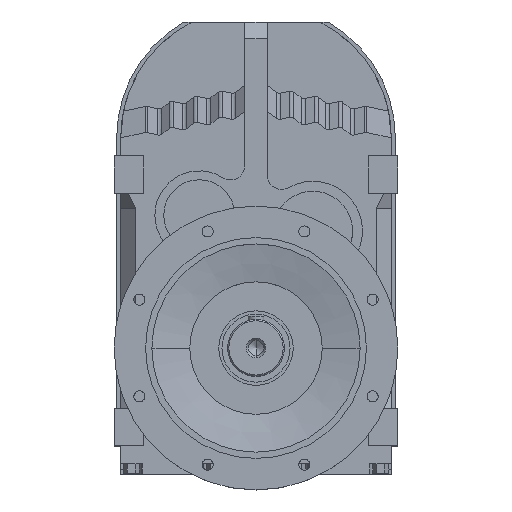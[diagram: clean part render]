
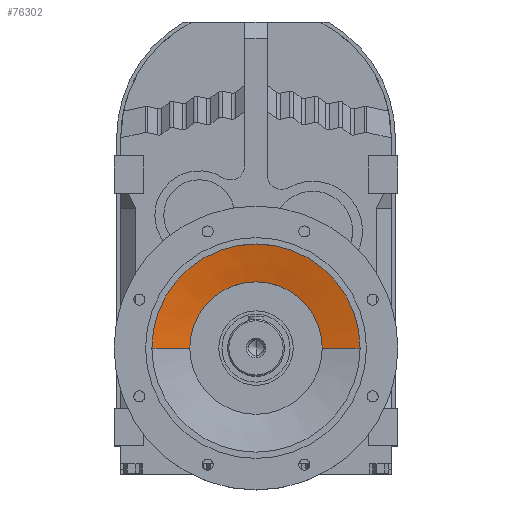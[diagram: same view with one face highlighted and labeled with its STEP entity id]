
A CAD part, top view. The second image highlights one B-rep face of the part: STEP entity #76302.
In plain terms, the highlighted conical face has half-angle 77.775 degrees and reference radius 165 mm.
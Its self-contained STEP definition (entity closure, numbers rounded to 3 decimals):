
#76172 = VERTEX_POINT('',#76173);
#76173 = CARTESIAN_POINT('',(165.,-332.4,344.5));
#76180 = CYLINDRICAL_SURFACE('',#76181,165.);
#76181 = AXIS2_PLACEMENT_3D('',#76182,#76183,#76184);
#76182 = CARTESIAN_POINT('',(0.,-332.4,0.));
#76183 = DIRECTION('',(0.,0.,-1.));
#76184 = DIRECTION('',(-1.,0.,0.));
#76202 = EDGE_CURVE('',#76203,#76172,#76205,.T.);
#76203 = VERTEX_POINT('',#76204);
#76204 = CARTESIAN_POINT('',(-165.,-332.4,344.5));
#76205 = SURFACE_CURVE('',#76206,(#76211,#76217),.PCURVE_S1.);
#76206 = CIRCLE('',#76207,165.);
#76207 = AXIS2_PLACEMENT_3D('',#76208,#76209,#76210);
#76208 = CARTESIAN_POINT('',(0.,-332.4,344.5));
#76209 = DIRECTION('',(0.,0.,-1.));
#76210 = DIRECTION('',(-1.,0.,0.));
#76211 = PCURVE('',#76180,#76212);
#76212 = DEFINITIONAL_REPRESENTATION('',(#76213),#76216);
#76213 = B_SPLINE_CURVE_WITH_KNOTS('',1,(#76214,#76215),.UNSPECIFIED.,
  .F.,.F.,(2,2),(0.,3.142),.PIECEWISE_BEZIER_KNOTS.);
#76214 = CARTESIAN_POINT('',(0.,-344.5));
#76215 = CARTESIAN_POINT('',(3.142,-344.5));
#76216 = ( GEOMETRIC_REPRESENTATION_CONTEXT(2) 
PARAMETRIC_REPRESENTATION_CONTEXT() REPRESENTATION_CONTEXT('2D SPACE',''
  ) );
#76217 = PCURVE('',#76218,#76223);
#76218 = CONICAL_SURFACE('',#76219,165.,1.357);
#76219 = AXIS2_PLACEMENT_3D('',#76220,#76221,#76222);
#76220 = CARTESIAN_POINT('',(0.,-332.4,344.5));
#76221 = DIRECTION('',(0.,0.,1.));
#76222 = DIRECTION('',(1.,0.,0.));
#76223 = DEFINITIONAL_REPRESENTATION('',(#76224),#76250);
#76224 = B_SPLINE_CURVE_WITH_KNOTS('',3,(#76225,#76226,#76227,#76228,
    #76229,#76230,#76231,#76232,#76233,#76234,#76235,#76236,#76237,
    #76238,#76239,#76240,#76241,#76242,#76243,#76244,#76245,#76246,
    #76247,#76248,#76249),.UNSPECIFIED.,.F.,.F.,(4,1,1,1,1,1,1,1,1,1,1,1
    ,1,1,1,1,1,1,1,1,1,1,4),(0.,0.143,0.286,
    0.428,0.571,0.714,0.857,
    1.,1.142,1.285,1.428,
    1.571,1.714,1.856,1.999,
    2.142,2.285,2.428,2.57,
    2.713,2.856,2.999,3.142),
  .QUASI_UNIFORM_KNOTS.);
#76225 = CARTESIAN_POINT('',(3.142,0.));
#76226 = CARTESIAN_POINT('',(3.094,0.));
#76227 = CARTESIAN_POINT('',(2.999,0.));
#76228 = CARTESIAN_POINT('',(2.856,0.));
#76229 = CARTESIAN_POINT('',(2.713,0.));
#76230 = CARTESIAN_POINT('',(2.57,0.));
#76231 = CARTESIAN_POINT('',(2.428,0.));
#76232 = CARTESIAN_POINT('',(2.285,0.));
#76233 = CARTESIAN_POINT('',(2.142,0.));
#76234 = CARTESIAN_POINT('',(1.999,0.));
#76235 = CARTESIAN_POINT('',(1.856,0.));
#76236 = CARTESIAN_POINT('',(1.714,0.));
#76237 = CARTESIAN_POINT('',(1.571,0.));
#76238 = CARTESIAN_POINT('',(1.428,0.));
#76239 = CARTESIAN_POINT('',(1.285,0.));
#76240 = CARTESIAN_POINT('',(1.142,0.));
#76241 = CARTESIAN_POINT('',(1.,0.));
#76242 = CARTESIAN_POINT('',(0.857,0.));
#76243 = CARTESIAN_POINT('',(0.714,0.));
#76244 = CARTESIAN_POINT('',(0.571,0.));
#76245 = CARTESIAN_POINT('',(0.428,0.));
#76246 = CARTESIAN_POINT('',(0.286,0.));
#76247 = CARTESIAN_POINT('',(0.143,0.));
#76248 = CARTESIAN_POINT('',(0.048,0.));
#76249 = CARTESIAN_POINT('',(0.,0.));
#76250 = ( GEOMETRIC_REPRESENTATION_CONTEXT(2) 
PARAMETRIC_REPRESENTATION_CONTEXT() REPRESENTATION_CONTEXT('2D SPACE',''
  ) );
#76302 = ADVANCED_FACE('',(#76303),#76218,.F.);
#76303 = FACE_BOUND('',#76304,.F.);
#76304 = EDGE_LOOP('',(#76305,#76331,#76332,#76353));
#76305 = ORIENTED_EDGE('',*,*,#76306,.T.);
#76306 = EDGE_CURVE('',#76307,#76203,#76309,.T.);
#76307 = VERTEX_POINT('',#76308);
#76308 = CARTESIAN_POINT('',(-105.,-332.4,331.5));
#76309 = SURFACE_CURVE('',#76310,(#76314,#76320),.PCURVE_S1.);
#76310 = LINE('',#76311,#76312);
#76311 = CARTESIAN_POINT('',(-165.,-332.4,344.5));
#76312 = VECTOR('',#76313,1.);
#76313 = DIRECTION('',(-0.977,0.,
    0.212));
#76314 = PCURVE('',#76218,#76315);
#76315 = DEFINITIONAL_REPRESENTATION('',(#76316),#76319);
#76316 = B_SPLINE_CURVE_WITH_KNOTS('',1,(#76317,#76318),.UNSPECIFIED.,
  .F.,.F.,(2,2),(-61.392,0.),.PIECEWISE_BEZIER_KNOTS.);
#76317 = CARTESIAN_POINT('',(3.142,-13.));
#76318 = CARTESIAN_POINT('',(3.142,0.));
#76319 = ( GEOMETRIC_REPRESENTATION_CONTEXT(2) 
PARAMETRIC_REPRESENTATION_CONTEXT() REPRESENTATION_CONTEXT('2D SPACE',''
  ) );
#76320 = PCURVE('',#76321,#76326);
#76321 = CONICAL_SURFACE('',#76322,165.,1.357);
#76322 = AXIS2_PLACEMENT_3D('',#76323,#76324,#76325);
#76323 = CARTESIAN_POINT('',(0.,-332.4,344.5));
#76324 = DIRECTION('',(0.,0.,1.));
#76325 = DIRECTION('',(1.,0.,0.));
#76326 = DEFINITIONAL_REPRESENTATION('',(#76327),#76330);
#76327 = B_SPLINE_CURVE_WITH_KNOTS('',1,(#76328,#76329),.UNSPECIFIED.,
  .F.,.F.,(2,2),(-61.392,0.),.PIECEWISE_BEZIER_KNOTS.);
#76328 = CARTESIAN_POINT('',(3.142,-13.));
#76329 = CARTESIAN_POINT('',(3.142,0.));
#76330 = ( GEOMETRIC_REPRESENTATION_CONTEXT(2) 
PARAMETRIC_REPRESENTATION_CONTEXT() REPRESENTATION_CONTEXT('2D SPACE',''
  ) );
#76331 = ORIENTED_EDGE('',*,*,#76202,.T.);
#76332 = ORIENTED_EDGE('',*,*,#76333,.F.);
#76333 = EDGE_CURVE('',#76334,#76172,#76336,.T.);
#76334 = VERTEX_POINT('',#76335);
#76335 = CARTESIAN_POINT('',(105.,-332.4,331.5));
#76336 = SURFACE_CURVE('',#76337,(#76341,#76347),.PCURVE_S1.);
#76337 = LINE('',#76338,#76339);
#76338 = CARTESIAN_POINT('',(165.,-332.4,344.5));
#76339 = VECTOR('',#76340,1.);
#76340 = DIRECTION('',(0.977,0.,0.212));
#76341 = PCURVE('',#76218,#76342);
#76342 = DEFINITIONAL_REPRESENTATION('',(#76343),#76346);
#76343 = B_SPLINE_CURVE_WITH_KNOTS('',1,(#76344,#76345),.UNSPECIFIED.,
  .F.,.F.,(2,2),(-61.392,0.),.PIECEWISE_BEZIER_KNOTS.);
#76344 = CARTESIAN_POINT('',(0.,-13.));
#76345 = CARTESIAN_POINT('',(0.,0.));
#76346 = ( GEOMETRIC_REPRESENTATION_CONTEXT(2) 
PARAMETRIC_REPRESENTATION_CONTEXT() REPRESENTATION_CONTEXT('2D SPACE',''
  ) );
#76347 = PCURVE('',#76321,#76348);
#76348 = DEFINITIONAL_REPRESENTATION('',(#76349),#76352);
#76349 = B_SPLINE_CURVE_WITH_KNOTS('',1,(#76350,#76351),.UNSPECIFIED.,
  .F.,.F.,(2,2),(-61.392,0.),.PIECEWISE_BEZIER_KNOTS.);
#76350 = CARTESIAN_POINT('',(6.283,-13.));
#76351 = CARTESIAN_POINT('',(6.283,0.));
#76352 = ( GEOMETRIC_REPRESENTATION_CONTEXT(2) 
PARAMETRIC_REPRESENTATION_CONTEXT() REPRESENTATION_CONTEXT('2D SPACE',''
  ) );
#76353 = ORIENTED_EDGE('',*,*,#76354,.F.);
#76354 = EDGE_CURVE('',#76307,#76334,#76355,.T.);
#76355 = SURFACE_CURVE('',#76356,(#76361,#76390),.PCURVE_S1.);
#76356 = CIRCLE('',#76357,105.);
#76357 = AXIS2_PLACEMENT_3D('',#76358,#76359,#76360);
#76358 = CARTESIAN_POINT('',(0.,-332.4,331.5));
#76359 = DIRECTION('',(0.,0.,-1.));
#76360 = DIRECTION('',(-1.,0.,0.));
#76361 = PCURVE('',#76218,#76362);
#76362 = DEFINITIONAL_REPRESENTATION('',(#76363),#76389);
#76363 = B_SPLINE_CURVE_WITH_KNOTS('',3,(#76364,#76365,#76366,#76367,
    #76368,#76369,#76370,#76371,#76372,#76373,#76374,#76375,#76376,
    #76377,#76378,#76379,#76380,#76381,#76382,#76383,#76384,#76385,
    #76386,#76387,#76388),.UNSPECIFIED.,.F.,.F.,(4,1,1,1,1,1,1,1,1,1,1,1
    ,1,1,1,1,1,1,1,1,1,1,4),(0.,0.143,0.286,
    0.428,0.571,0.714,0.857,
    1.,1.142,1.285,1.428,
    1.571,1.714,1.856,1.999,
    2.142,2.285,2.428,2.57,
    2.713,2.856,2.999,3.142),
  .QUASI_UNIFORM_KNOTS.);
#76364 = CARTESIAN_POINT('',(3.142,-13.));
#76365 = CARTESIAN_POINT('',(3.094,-13.));
#76366 = CARTESIAN_POINT('',(2.999,-13.));
#76367 = CARTESIAN_POINT('',(2.856,-13.));
#76368 = CARTESIAN_POINT('',(2.713,-13.));
#76369 = CARTESIAN_POINT('',(2.57,-13.));
#76370 = CARTESIAN_POINT('',(2.428,-13.));
#76371 = CARTESIAN_POINT('',(2.285,-13.));
#76372 = CARTESIAN_POINT('',(2.142,-13.));
#76373 = CARTESIAN_POINT('',(1.999,-13.));
#76374 = CARTESIAN_POINT('',(1.856,-13.));
#76375 = CARTESIAN_POINT('',(1.714,-13.));
#76376 = CARTESIAN_POINT('',(1.571,-13.));
#76377 = CARTESIAN_POINT('',(1.428,-13.));
#76378 = CARTESIAN_POINT('',(1.285,-13.));
#76379 = CARTESIAN_POINT('',(1.142,-13.));
#76380 = CARTESIAN_POINT('',(1.,-13.));
#76381 = CARTESIAN_POINT('',(0.857,-13.));
#76382 = CARTESIAN_POINT('',(0.714,-13.));
#76383 = CARTESIAN_POINT('',(0.571,-13.));
#76384 = CARTESIAN_POINT('',(0.428,-13.));
#76385 = CARTESIAN_POINT('',(0.286,-13.));
#76386 = CARTESIAN_POINT('',(0.143,-13.));
#76387 = CARTESIAN_POINT('',(0.048,-13.));
#76388 = CARTESIAN_POINT('',(0.,-13.));
#76389 = ( GEOMETRIC_REPRESENTATION_CONTEXT(2) 
PARAMETRIC_REPRESENTATION_CONTEXT() REPRESENTATION_CONTEXT('2D SPACE',''
  ) );
#76390 = PCURVE('',#76391,#76396);
#76391 = CYLINDRICAL_SURFACE('',#76392,105.);
#76392 = AXIS2_PLACEMENT_3D('',#76393,#76394,#76395);
#76393 = CARTESIAN_POINT('',(0.,-332.4,0.));
#76394 = DIRECTION('',(0.,0.,-1.));
#76395 = DIRECTION('',(-1.,0.,0.));
#76396 = DEFINITIONAL_REPRESENTATION('',(#76397),#76400);
#76397 = B_SPLINE_CURVE_WITH_KNOTS('',1,(#76398,#76399),.UNSPECIFIED.,
  .F.,.F.,(2,2),(0.,3.142),.PIECEWISE_BEZIER_KNOTS.);
#76398 = CARTESIAN_POINT('',(0.,-331.5));
#76399 = CARTESIAN_POINT('',(3.142,-331.5));
#76400 = ( GEOMETRIC_REPRESENTATION_CONTEXT(2) 
PARAMETRIC_REPRESENTATION_CONTEXT() REPRESENTATION_CONTEXT('2D SPACE',''
  ) );
